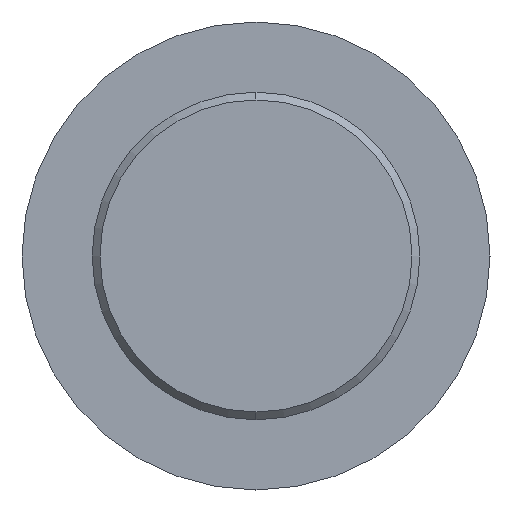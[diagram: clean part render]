
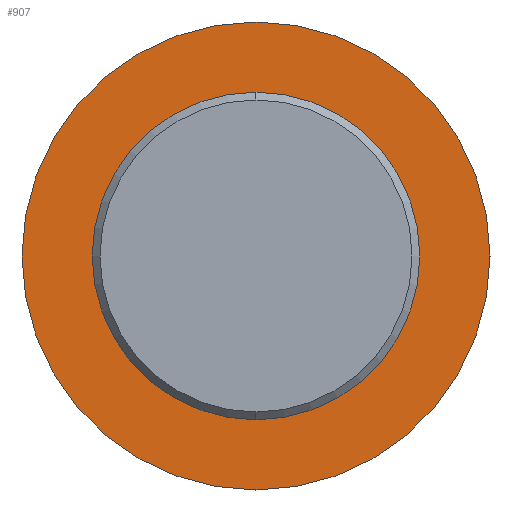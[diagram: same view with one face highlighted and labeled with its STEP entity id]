
A CAD part, left-side view. The second image highlights one B-rep face of the part: STEP entity #907.
In plain terms, the highlighted planar face has unit normal (-1, 0, 0).
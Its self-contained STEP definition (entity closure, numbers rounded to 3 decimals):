
#12 = AXIS2_PLACEMENT_3D ( 'NONE', #220, #251, #284 ) ;
#13 = DIRECTION ( 'NONE',  ( 0., 0., -1. ) ) ;
#17 = AXIS2_PLACEMENT_3D ( 'NONE', #408, #210, #236 ) ;
#22 = FACE_OUTER_BOUND ( 'NONE', #732, .T. ) ;
#28 = PLANE ( 'NONE',  #633 ) ;
#32 = DIRECTION ( 'NONE',  ( 1., 0., 0. ) ) ;
#54 = CARTESIAN_POINT ( 'NONE',  ( -51.6, 10.5, 0. ) ) ;
#72 = AXIS2_PLACEMENT_3D ( 'NONE', #981, #983, #990 ) ;
#89 = VERTEX_POINT ( 'NONE', #395 ) ;
#146 = DIRECTION ( 'NONE',  ( 0., 0., 1. ) ) ;
#178 = VERTEX_POINT ( 'NONE', #387 ) ;
#204 = VERTEX_POINT ( 'NONE', #364 ) ;
#210 = DIRECTION ( 'NONE',  ( -1., 0., 0. ) ) ;
#220 = CARTESIAN_POINT ( 'NONE',  ( -51.6, 0., 0. ) ) ;
#236 = DIRECTION ( 'NONE',  ( 0., 0., 1. ) ) ;
#251 = DIRECTION ( 'NONE',  ( -1., 0., 0. ) ) ;
#284 = DIRECTION ( 'NONE',  ( 0., 0., 1. ) ) ;
#308 = ORIENTED_EDGE ( 'NONE', *, *, #530, .F. ) ;
#345 = CIRCLE ( 'NONE', #17, 15. ) ;
#360 = ORIENTED_EDGE ( 'NONE', *, *, #480, .F. ) ;
#364 = CARTESIAN_POINT ( 'NONE',  ( -51.6, 0., -15. ) ) ;
#370 = CIRCLE ( 'NONE', #12, 10.5 ) ;
#377 = ORIENTED_EDGE ( 'NONE', *, *, #525, .T. ) ;
#387 = CARTESIAN_POINT ( 'NONE',  ( -51.6, 0., 15. ) ) ;
#390 = CIRCLE ( 'NONE', #72, 10.5 ) ;
#395 = CARTESIAN_POINT ( 'NONE',  ( -51.6, 0., -10.5 ) ) ;
#408 = CARTESIAN_POINT ( 'NONE',  ( -51.6, 0., 0. ) ) ;
#412 = ORIENTED_EDGE ( 'NONE', *, *, #446, .T. ) ;
#439 = FACE_BOUND ( 'NONE', #533, .T. ) ;
#446 = EDGE_CURVE ( 'NONE', #178, #204, #495, .T. ) ;
#480 = EDGE_CURVE ( 'NONE', #812, #89, #390, .T. ) ;
#495 = CIRCLE ( 'NONE', #943, 15. ) ;
#506 = DIRECTION ( 'NONE',  ( -1., 0., 0. ) ) ;
#525 = EDGE_CURVE ( 'NONE', #204, #178, #345, .T. ) ;
#530 = EDGE_CURVE ( 'NONE', #89, #812, #370, .T. ) ;
#533 = EDGE_LOOP ( 'NONE', ( #360, #308 ) ) ;
#591 = CARTESIAN_POINT ( 'NONE',  ( -51.6, 0., 10.5 ) ) ;
#633 = AXIS2_PLACEMENT_3D ( 'NONE', #54, #32, #13 ) ;
#701 = CARTESIAN_POINT ( 'NONE',  ( -51.6, 0., 0. ) ) ;
#732 = EDGE_LOOP ( 'NONE', ( #412, #377 ) ) ;
#812 = VERTEX_POINT ( 'NONE', #591 ) ;
#907 = ADVANCED_FACE ( 'NONE', ( #439, #22 ), #28, .F. ) ;
#943 = AXIS2_PLACEMENT_3D ( 'NONE', #701, #506, #146 ) ;
#981 = CARTESIAN_POINT ( 'NONE',  ( -51.6, 0., 0. ) ) ;
#983 = DIRECTION ( 'NONE',  ( -1., 0., 0. ) ) ;
#990 = DIRECTION ( 'NONE',  ( 0., 0., 1. ) ) ;
